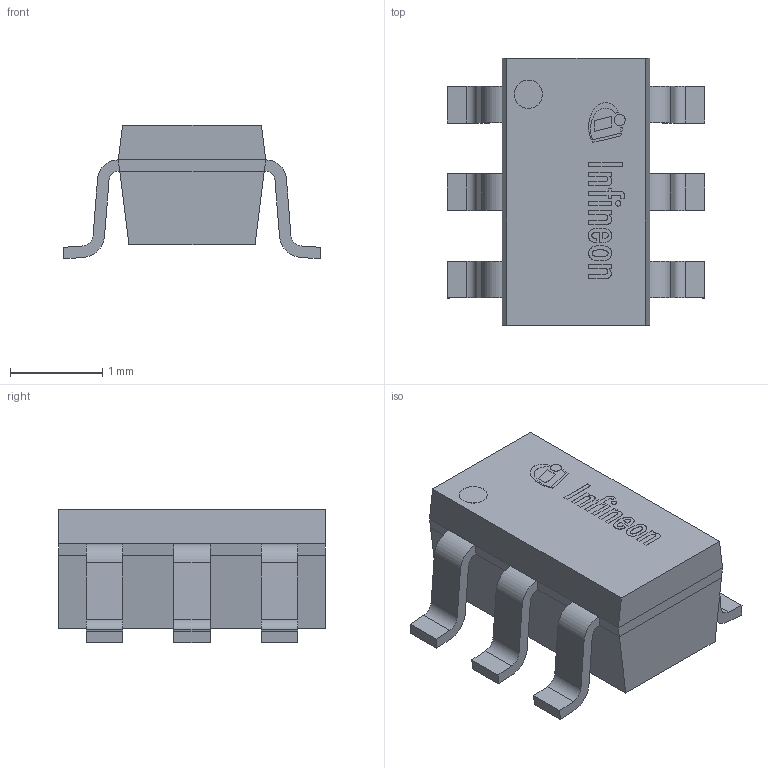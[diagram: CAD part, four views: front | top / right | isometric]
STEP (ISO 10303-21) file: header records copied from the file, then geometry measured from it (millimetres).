
FILE_DESCRIPTION(/* description */ (''),/* implementation_level */ '2;1');
FILE_NAME(/* name */ 'PG-SOT23-6-1_Z8B00177977_04_3D.stp',/* time_stamp */ '2018-10-25T11:07:22+06:00',/* author */ ('janartha'),/* organization */ (''),/* preprocessor_version */ 'ST-DEVELOPER v16.13',/* originating_system */ 'AutoCAD Mechanical',/* authorisation */ '');
FILE_SCHEMA (('AUTOMOTIVE_DESIGN { 1 0 10303 214 3 1 1 }'));
Length unit declared in the file: millimetre
Products named in the file (1): Product
Bounding box: 2.8 x 2.9 x 1.45 mm (x, y, z)
Volume: 6.1 mm3; surface area: 47.9 mm2
Topology: 22 solids, 22 shells, 318 faces, 819 edges, 546 vertices
Faces by surface type: cylinder 163, plane 155
Full cylindrical faces by diameter (mm): 0.058 x1, 0.121 x1, 0.308 x2
Entity records: 9805 total; most frequent: DIRECTION 1781, CARTESIAN_POINT 1682, ORIENTED_EDGE 1634, EDGE_CURVE 817, AXIS2_PLACEMENT_3D 645, VERTEX_POINT 546, LINE 491, VECTOR 491
